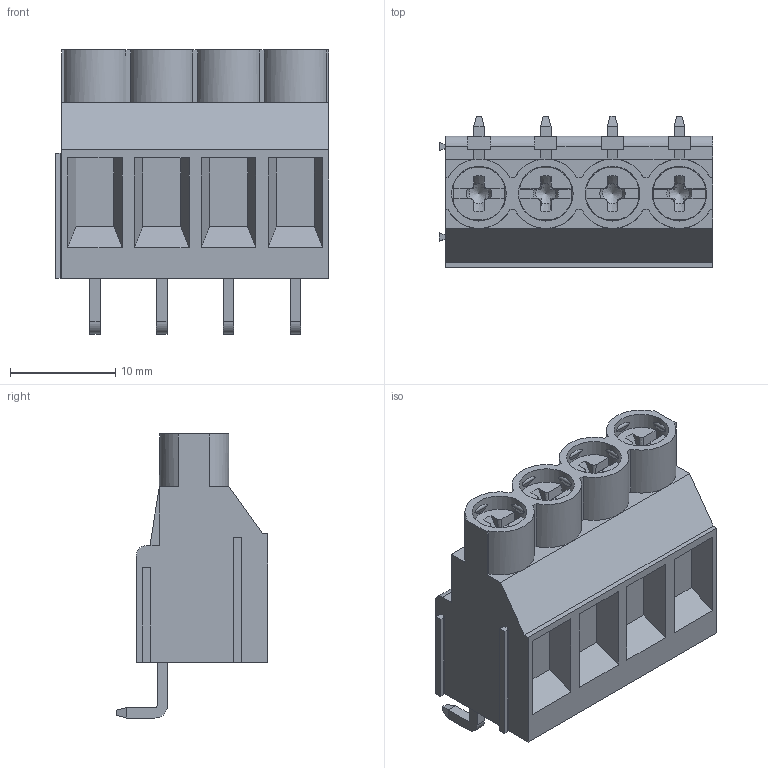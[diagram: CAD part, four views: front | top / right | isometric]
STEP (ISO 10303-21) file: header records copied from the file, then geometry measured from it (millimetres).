
FILE_DESCRIPTION (( 'STEP AP214' ), '1' );
FILE_NAME ('MB910-635M04W.STEP', '2023-05-11T00:36:59', ( 'RD08' ), ( '' ), 'SwSTEP 2.0', 'SolidWorks 2016', '' );
FILE_SCHEMA (( 'AUTOMOTIVE_DESIGN' ));
Length unit declared in the file: millimetre
Products named in the file (1): MB910-635M04W
Bounding box: 26 x 14.4 x 27 mm (x, y, z)
Volume: 4974.1 mm3; surface area: 3107.1 mm2
Topology: 1 solids, 1 shells, 306 faces, 805 edges, 521 vertices
Faces by surface type: plane 221, cylinder 45, cone 24, bspline 16
Full cylindrical faces by diameter (mm): 5.1 x4, 5.2 x4
Entity records: 9742 total; most frequent: CARTESIAN_POINT 2628, ORIENTED_EDGE 1538, DIRECTION 1320, EDGE_CURVE 769, LINE 518, VECTOR 518, VERTEX_POINT 505, AXIS2_PLACEMENT_3D 401
